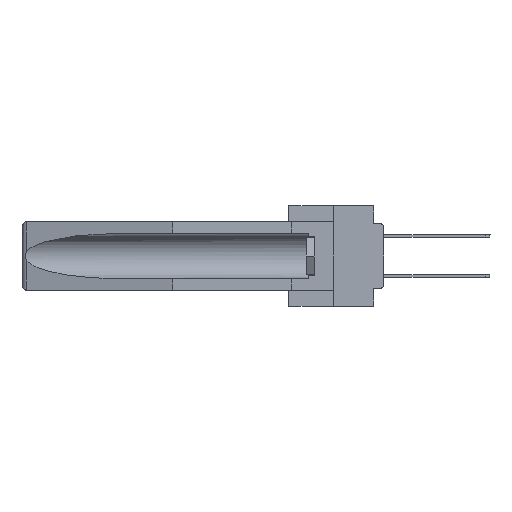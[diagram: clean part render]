
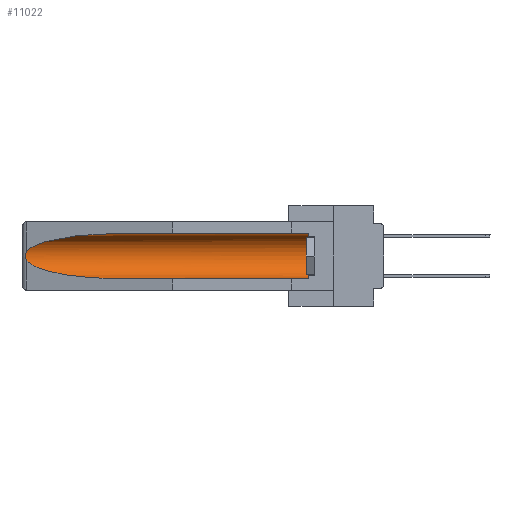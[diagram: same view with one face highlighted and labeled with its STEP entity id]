
A CAD part, left-side view. The second image highlights one B-rep face of the part: STEP entity #11022.
In plain terms, the highlighted cylindrical face has radius 2.857 mm (diameter 5.715 mm), a partial arc.
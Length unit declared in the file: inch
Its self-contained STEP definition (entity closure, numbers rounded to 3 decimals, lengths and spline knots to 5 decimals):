
#1459 = CARTESIAN_POINT ( 'NONE',  ( 0.155, 0.126, -0.284 ) ) ;
#2442 = DIRECTION ( 'NONE',  ( 0., -1., 0. ) ) ;
#2768 = CARTESIAN_POINT ( 'NONE',  ( 0.26654, 1.53092, -0.15636 ) ) ;
#3756 = VERTEX_POINT ( 'NONE', #19521 ) ;
#3820 = EDGE_CURVE ( 'NONE', #22204, #21853, #22082, .T. ) ;
#4155 = LINE ( 'NONE', #11586, #13660 ) ;
#4230 = CARTESIAN_POINT ( 'NONE',  ( 0.25451, 1.48313, -0.24835 ) ) ;
#4789 = EDGE_CURVE ( 'NONE', #22204, #3756, #4155, .T. ) ;
#4946 = CARTESIAN_POINT ( 'NONE',  ( 0.155, 0.126, -0.1715 ) ) ;
#5543 = CARTESIAN_POINT ( 'NONE',  ( 0.2673, 1.53269, -0.17917 ) ) ;
#5722 = ORIENTED_EDGE ( 'NONE', *, *, #11925, .T. ) ;
#5994 = DIRECTION ( 'NONE',  ( 0., 1., 0. ) ) ;
#6649 = CARTESIAN_POINT ( 'NONE',  ( 0.26537, 1.52718, -0.14972 ) ) ;
#6733 = DIRECTION ( 'NONE',  ( 0., 0., 1. ) ) ;
#7188 = CARTESIAN_POINT ( 'NONE',  ( 0.26655, 1.53094, -0.18657 ) ) ;
#7874 = VERTEX_POINT ( 'NONE', #14261 ) ;
#8623 = FACE_OUTER_BOUND ( 'NONE', #11849, .T. ) ;
#8827 = CARTESIAN_POINT ( 'NONE',  ( 0.155, 1.07973, -0.059 ) ) ;
#10388 = CYLINDRICAL_SURFACE ( 'NONE', #12593, 0.1125 ) ;
#10454 = ORIENTED_EDGE ( 'NONE', *, *, #4789, .F. ) ;
#11022 = ADVANCED_FACE ( 'NONE', ( #8623 ), #10388, .F. ) ;
#11307 = CARTESIAN_POINT ( 'NONE',  ( 0.155, 0.126, -0.059 ) ) ;
#11433 = CARTESIAN_POINT ( 'NONE',  ( 0.2673, 1.5327, -0.16383 ) ) ;
#11578 = CARTESIAN_POINT ( 'NONE',  ( 0.2675, 1.53308, -0.17534 ) ) ;
#11586 = CARTESIAN_POINT ( 'NONE',  ( 0.155, -0.30754, -0.284 ) ) ;
#11849 = EDGE_LOOP ( 'NONE', ( #15665, #13022, #18841, #10454, #27455, #5722 ) ) ;
#11925 = EDGE_CURVE ( 'NONE', #21853, #24829, #21483, .T. ) ;
#12593 = AXIS2_PLACEMENT_3D ( 'NONE', #26145, #5994, #12749 ) ;
#12749 = DIRECTION ( 'NONE',  ( 0., 0., 1. ) ) ;
#12822 = CARTESIAN_POINT ( 'NONE',  ( 0.155, -0.30754, -0.059 ) ) ;
#13022 = ORIENTED_EDGE ( 'NONE', *, *, #24587, .T. ) ;
#13132 = DIRECTION ( 'NONE',  ( 0., 1., 0. ) ) ;
#13360 = EDGE_CURVE ( 'NONE', #24829, #7874, #14164, .T. ) ;
#13541 = B_SPLINE_CURVE_WITH_KNOTS ( 'NONE', 3,
 ( #18355, #23745, #2768, #11433, #21398, #11578, #5543, #7188, #14654, #20405 ),
 .UNSPECIFIED., .F., .F.,
 ( 4, 2, 2, 2, 4 ),
 ( 0., 0.00029, 0.00058, 0.00087, 0.00117 ),
 .UNSPECIFIED. ) ;
#13660 = VECTOR ( 'NONE', #13132, 39.37008 ) ;
#14164 =( BOUNDED_CURVE ( )  B_SPLINE_CURVE ( 3, ( #8827, #18080, #22488, #6649 ),
 .UNSPECIFIED., .F., .F. ) 
 B_SPLINE_CURVE_WITH_KNOTS ( ( 4, 4 ),
 ( 4.71239, 6.08839 ),
 .UNSPECIFIED. ) 
 CURVE ( )  GEOMETRIC_REPRESENTATION_ITEM ( )  RATIONAL_B_SPLINE_CURVE ( ( 1., 0.848, 0.848, 1. ) ) 
 REPRESENTATION_ITEM ( '' )  );
#14261 = CARTESIAN_POINT ( 'NONE',  ( 0.26537, 1.52718, -0.14972 ) ) ;
#14654 = CARTESIAN_POINT ( 'NONE',  ( 0.26597, 1.5296, -0.19026 ) ) ;
#15282 = CARTESIAN_POINT ( 'NONE',  ( 0.26537, 1.52718, -0.19328 ) ) ;
#15665 = ORIENTED_EDGE ( 'NONE', *, *, #13360, .T. ) ;
#15968 = AXIS2_PLACEMENT_3D ( 'NONE', #4946, #2442, #6733 ) ;
#17611 = CARTESIAN_POINT ( 'NONE',  ( 0.21114, 1.30732, -0.284 ) ) ;
#18029 = CARTESIAN_POINT ( 'NONE',  ( 0.155, 1.07973, -0.284 ) ) ;
#18080 = CARTESIAN_POINT ( 'NONE',  ( 0.21114, 1.30732, -0.059 ) ) ;
#18355 = CARTESIAN_POINT ( 'NONE',  ( 0.26537, 1.52718, -0.14972 ) ) ;
#18841 = ORIENTED_EDGE ( 'NONE', *, *, #26115, .T. ) ;
#19283 = DIRECTION ( 'NONE',  ( 0., 1., 0. ) ) ;
#19521 = CARTESIAN_POINT ( 'NONE',  ( 0.155, 1.07973, -0.284 ) ) ;
#20405 = CARTESIAN_POINT ( 'NONE',  ( 0.26537, 1.52718, -0.19328 ) ) ;
#20650 = VERTEX_POINT ( 'NONE', #27632 ) ;
#21398 = CARTESIAN_POINT ( 'NONE',  ( 0.2675, 1.53308, -0.16763 ) ) ;
#21483 = LINE ( 'NONE', #12822, #24384 ) ;
#21853 = VERTEX_POINT ( 'NONE', #11307 ) ;
#22082 = CIRCLE ( 'NONE', #15968, 0.1125 ) ;
#22204 = VERTEX_POINT ( 'NONE', #1459 ) ;
#22488 = CARTESIAN_POINT ( 'NONE',  ( 0.25451, 1.48313, -0.09465 ) ) ;
#23745 = CARTESIAN_POINT ( 'NONE',  ( 0.26597, 1.52961, -0.15275 ) ) ;
#24384 = VECTOR ( 'NONE', #19283, 39.37008 ) ;
#24587 = EDGE_CURVE ( 'NONE', #7874, #20650, #13541, .T. ) ;
#24829 = VERTEX_POINT ( 'NONE', #27416 ) ;
#26115 = EDGE_CURVE ( 'NONE', #20650, #3756, #26202, .T. ) ;
#26145 = CARTESIAN_POINT ( 'NONE',  ( 0.155, -0.30754, -0.1715 ) ) ;
#26202 =( BOUNDED_CURVE ( )  B_SPLINE_CURVE ( 3, ( #15282, #4230, #17611, #18029 ),
 .UNSPECIFIED., .F., .F. ) 
 B_SPLINE_CURVE_WITH_KNOTS ( ( 4, 4 ),
 ( 0.1948, 1.5708 ),
 .UNSPECIFIED. ) 
 CURVE ( )  GEOMETRIC_REPRESENTATION_ITEM ( )  RATIONAL_B_SPLINE_CURVE ( ( 1., 0.848, 0.848, 1. ) ) 
 REPRESENTATION_ITEM ( '' )  );
#27416 = CARTESIAN_POINT ( 'NONE',  ( 0.155, 1.07973, -0.059 ) ) ;
#27455 = ORIENTED_EDGE ( 'NONE', *, *, #3820, .T. ) ;
#27632 = CARTESIAN_POINT ( 'NONE',  ( 0.26537, 1.52718, -0.19328 ) ) ;
